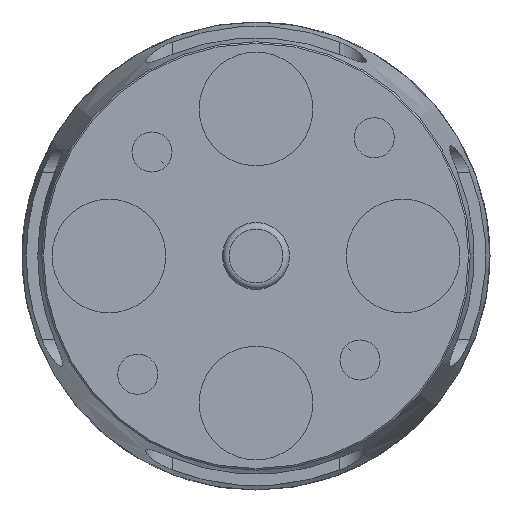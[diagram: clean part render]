
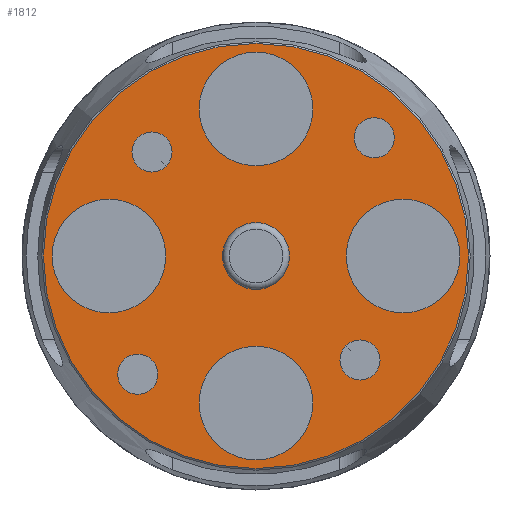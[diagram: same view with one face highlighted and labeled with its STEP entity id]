
A CAD part, front view. The second image highlights one B-rep face of the part: STEP entity #1812.
In plain terms, the highlighted planar face has unit normal (0, -1, 0).
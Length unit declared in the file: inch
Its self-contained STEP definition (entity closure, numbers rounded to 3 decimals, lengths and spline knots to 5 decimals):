
#64=FACE_BOUND('',#455,.T.);
#65=FACE_BOUND('',#456,.T.);
#66=FACE_BOUND('',#457,.T.);
#67=FACE_BOUND('',#458,.T.);
#68=FACE_BOUND('',#459,.T.);
#69=FACE_BOUND('',#460,.T.);
#70=FACE_BOUND('',#461,.T.);
#71=FACE_BOUND('',#462,.T.);
#72=FACE_BOUND('',#463,.T.);
#104=CIRCLE('',#1958,0.09843);
#105=CIRCLE('',#1960,0.05906);
#107=CIRCLE('',#1964,0.05906);
#109=CIRCLE('',#1968,0.16732);
#110=CIRCLE('',#1970,0.16732);
#111=CIRCLE('',#1972,0.16732);
#112=CIRCLE('',#1974,0.16732);
#113=CIRCLE('',#1976,0.05906);
#115=CIRCLE('',#1980,0.05906);
#183=CIRCLE('',#2091,0.62598);
#257=PLANE('',#2096);
#338=FACE_OUTER_BOUND('',#454,.T.);
#454=EDGE_LOOP('',(#1455));
#455=EDGE_LOOP('',(#1456));
#456=EDGE_LOOP('',(#1457));
#457=EDGE_LOOP('',(#1458));
#458=EDGE_LOOP('',(#1459));
#459=EDGE_LOOP('',(#1460));
#460=EDGE_LOOP('',(#1461));
#461=EDGE_LOOP('',(#1462));
#462=EDGE_LOOP('',(#1463));
#463=EDGE_LOOP('',(#1464));
#743=VERTEX_POINT('',#3064);
#744=VERTEX_POINT('',#3068);
#746=VERTEX_POINT('',#3075);
#748=VERTEX_POINT('',#3082);
#749=VERTEX_POINT('',#3086);
#750=VERTEX_POINT('',#3090);
#751=VERTEX_POINT('',#3094);
#752=VERTEX_POINT('',#3098);
#754=VERTEX_POINT('',#3105);
#823=VERTEX_POINT('',#3433);
#929=EDGE_CURVE('',#743,#743,#104,.T.);
#931=EDGE_CURVE('',#744,#744,#105,.T.);
#934=EDGE_CURVE('',#746,#746,#107,.T.);
#937=EDGE_CURVE('',#748,#748,#109,.T.);
#939=EDGE_CURVE('',#749,#749,#110,.T.);
#941=EDGE_CURVE('',#750,#750,#111,.T.);
#943=EDGE_CURVE('',#751,#751,#112,.T.);
#945=EDGE_CURVE('',#752,#752,#113,.T.);
#948=EDGE_CURVE('',#754,#754,#115,.T.);
#1056=EDGE_CURVE('',#823,#823,#183,.T.);
#1455=ORIENTED_EDGE('',*,*,#1056,.F.);
#1456=ORIENTED_EDGE('',*,*,#931,.T.);
#1457=ORIENTED_EDGE('',*,*,#934,.T.);
#1458=ORIENTED_EDGE('',*,*,#937,.T.);
#1459=ORIENTED_EDGE('',*,*,#939,.T.);
#1460=ORIENTED_EDGE('',*,*,#941,.T.);
#1461=ORIENTED_EDGE('',*,*,#943,.T.);
#1462=ORIENTED_EDGE('',*,*,#945,.T.);
#1463=ORIENTED_EDGE('',*,*,#948,.T.);
#1464=ORIENTED_EDGE('',*,*,#929,.F.);
#1812=ADVANCED_FACE('',(#338,#64,#65,#66,#67,#68,#69,#70,#71,#72),#257,
 .T.);
#1958=AXIS2_PLACEMENT_3D('',#3065,#2279,#2280);
#1960=AXIS2_PLACEMENT_3D('',#3069,#2284,#2285);
#1964=AXIS2_PLACEMENT_3D('',#3076,#2293,#2294);
#1968=AXIS2_PLACEMENT_3D('',#3083,#2302,#2303);
#1970=AXIS2_PLACEMENT_3D('',#3087,#2307,#2308);
#1972=AXIS2_PLACEMENT_3D('',#3091,#2312,#2313);
#1974=AXIS2_PLACEMENT_3D('',#3095,#2317,#2318);
#1976=AXIS2_PLACEMENT_3D('',#3099,#2322,#2323);
#1980=AXIS2_PLACEMENT_3D('',#3106,#2331,#2332);
#2091=AXIS2_PLACEMENT_3D('',#3434,#2569,#2570);
#2096=AXIS2_PLACEMENT_3D('',#3445,#2582,#2583);
#2279=DIRECTION('center_axis',(0.,-1.,0.));
#2280=DIRECTION('ref_axis',(1.,0.,0.));
#2284=DIRECTION('center_axis',(0.,1.,0.));
#2285=DIRECTION('ref_axis',(1.,0.,0.));
#2293=DIRECTION('center_axis',(0.,1.,0.));
#2294=DIRECTION('ref_axis',(1.,0.,0.));
#2302=DIRECTION('center_axis',(0.,1.,0.));
#2303=DIRECTION('ref_axis',(1.,0.,0.));
#2307=DIRECTION('center_axis',(0.,1.,0.));
#2308=DIRECTION('ref_axis',(1.,0.,0.));
#2312=DIRECTION('center_axis',(0.,1.,0.));
#2313=DIRECTION('ref_axis',(1.,0.,0.));
#2317=DIRECTION('center_axis',(0.,1.,0.));
#2318=DIRECTION('ref_axis',(1.,0.,0.));
#2322=DIRECTION('center_axis',(0.,1.,0.));
#2323=DIRECTION('ref_axis',(1.,0.,0.));
#2331=DIRECTION('center_axis',(0.,1.,0.));
#2332=DIRECTION('ref_axis',(1.,0.,0.));
#2569=DIRECTION('center_axis',(0.,1.,0.));
#2570=DIRECTION('ref_axis',(-1.,0.,0.));
#2582=DIRECTION('center_axis',(0.,-1.,0.));
#2583=DIRECTION('ref_axis',(0.,0.,-1.));
#3064=CARTESIAN_POINT('',(-0.09843,0.,0.));
#3065=CARTESIAN_POINT('Origin',(0.,0.,0.));
#3068=CARTESIAN_POINT('',(0.24717,0.,-0.30623));
#3069=CARTESIAN_POINT('Origin',(0.30623,0.,-0.30623));
#3075=CARTESIAN_POINT('',(-0.40704,0.,-0.34799));
#3076=CARTESIAN_POINT('Origin',(-0.34799,0.,-0.34799));
#3082=CARTESIAN_POINT('',(-0.16732,0.,0.43307));
#3083=CARTESIAN_POINT('Origin',(0.,0.,0.43307));
#3086=CARTESIAN_POINT('',(-0.16732,0.,-0.43307));
#3087=CARTESIAN_POINT('Origin',(0.,0.,-0.43307));
#3090=CARTESIAN_POINT('',(-0.60039,0.,0.));
#3091=CARTESIAN_POINT('Origin',(-0.43307,0.,0.));
#3094=CARTESIAN_POINT('',(0.26575,0.,0.));
#3095=CARTESIAN_POINT('Origin',(0.43307,0.,0.));
#3098=CARTESIAN_POINT('',(0.28893,0.,0.34799));
#3099=CARTESIAN_POINT('Origin',(0.34799,0.,0.34799));
#3105=CARTESIAN_POINT('',(-0.36528,0.,0.30623));
#3106=CARTESIAN_POINT('Origin',(-0.30623,0.,0.30623));
#3433=CARTESIAN_POINT('',(0.62598,0.,0.));
#3434=CARTESIAN_POINT('Origin',(0.,0.,0.));
#3445=CARTESIAN_POINT('Origin',(0.09843,0.,0.));
